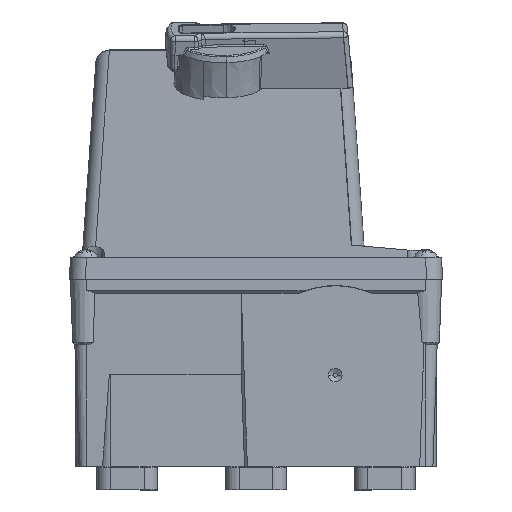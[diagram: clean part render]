
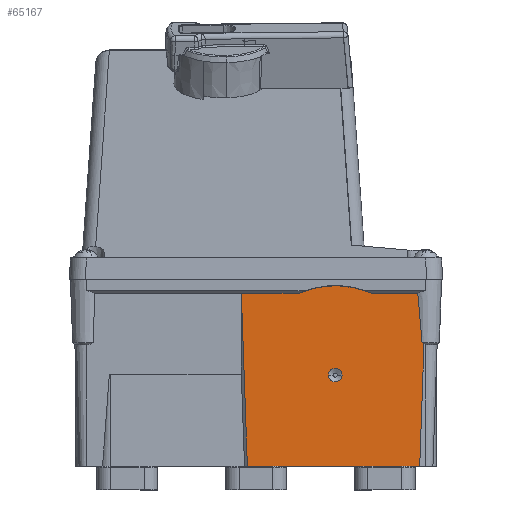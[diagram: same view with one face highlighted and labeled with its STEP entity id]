
A CAD part, front view. The second image highlights one B-rep face of the part: STEP entity #65167.
In plain terms, the highlighted planar face has unit normal (0, -1, 0).
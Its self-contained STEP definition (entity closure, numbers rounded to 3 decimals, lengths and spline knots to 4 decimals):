
#219 = B_SPLINE_CURVE_WITH_KNOTS ( 'NONE', 3,
 ( #12664, #39126, #12327, #33780 ),
 .UNSPECIFIED., .F., .F.,
 ( 4, 4 ),
 ( 0., 0.0009 ),
 .UNSPECIFIED. ) ;
#785 = ORIENTED_EDGE ( 'NONE', *, *, #61098, .F. ) ;
#1317 = CARTESIAN_POINT ( 'NONE',  ( 1.463, -5.7969, 2.12 ) ) ;
#2168 = DIRECTION ( 'NONE',  ( -1., 0., 0. ) ) ;
#2226 = DIRECTION ( 'NONE',  ( 0., -1., 0. ) ) ;
#2721 = DIRECTION ( 'NONE',  ( -1., 0., 0. ) ) ;
#3101 = VECTOR ( 'NONE', #61443, 39.3701 ) ;
#3608 = ORIENTED_EDGE ( 'NONE', *, *, #33879, .F. ) ;
#5225 = EDGE_CURVE ( 'NONE', #32622, #11393, #69333, .T. ) ;
#5411 = EDGE_CURVE ( 'NONE', #65452, #66186, #53485, .T. ) ;
#6719 = VECTOR ( 'NONE', #32697, 39.3701 ) ;
#7207 = CARTESIAN_POINT ( 'NONE',  ( 3.6602, -5.7969, 3.6302 ) ) ;
#7833 = CARTESIAN_POINT ( 'NONE',  ( 3.0644, -5.7969, 2.72 ) ) ;
#8716 = CARTESIAN_POINT ( 'NONE',  ( -0.1594, -5.7969, 0.44 ) ) ;
#9268 = ORIENTED_EDGE ( 'NONE', *, *, #23892, .F. ) ;
#9839 = VERTEX_POINT ( 'NONE', #57682 ) ;
#10541 = LINE ( 'NONE', #43762, #6719 ) ;
#11393 = VERTEX_POINT ( 'NONE', #68361 ) ;
#12327 = CARTESIAN_POINT ( 'NONE',  ( 3.0877, -5.7969, 2.7145 ) ) ;
#12348 = CARTESIAN_POINT ( 'NONE',  ( 1.588, -5.7969, 2.12 ) ) ;
#12638 = DIRECTION ( 'NONE',  ( -1., 0., 0. ) ) ;
#12664 = CARTESIAN_POINT ( 'NONE',  ( 3.0644, -5.7969, 2.72 ) ) ;
#12910 = ORIENTED_EDGE ( 'NONE', *, *, #52022, .F. ) ;
#13647 = FACE_BOUND ( 'NONE', #53506, .T. ) ;
#14778 = AXIS2_PLACEMENT_3D ( 'NONE', #7207, #62286, #2168 ) ;
#15003 = EDGE_CURVE ( 'NONE', #9839, #58749, #10541, .T. ) ;
#16153 = CARTESIAN_POINT ( 'NONE',  ( 2.1276, -5.7969, 3.6302 ) ) ;
#16180 = CARTESIAN_POINT ( 'NONE',  ( 2.9846, -5.7969, 3.6302 ) ) ;
#20486 = CARTESIAN_POINT ( 'NONE',  ( 3.0545, -5.7969, 2.7955 ) ) ;
#23231 = AXIS2_PLACEMENT_3D ( 'NONE', #1317, #44944, #2721 ) ;
#23892 = EDGE_CURVE ( 'NONE', #27464, #65452, #38988, .T. ) ;
#25879 = VECTOR ( 'NONE', #48085, 39.3701 ) ;
#26549 = CARTESIAN_POINT ( 'NONE',  ( 3.0315, -5.7969, 3.0228 ) ) ;
#26902 = CARTESIAN_POINT ( 'NONE',  ( 3.0059, -5.7969, 3.3264 ) ) ;
#27464 = VERTEX_POINT ( 'NONE', #42991 ) ;
#27819 = CARTESIAN_POINT ( 'NONE',  ( 1.463, -5.7969, 2.12 ) ) ;
#29345 = CARTESIAN_POINT ( 'NONE',  ( 0.7983, -5.7969, 3.6302 ) ) ;
#29711 = PLANE ( 'NONE',  #14778 ) ;
#31494 = EDGE_CURVE ( 'NONE', #61414, #69420, #54891, .T. ) ;
#31713 = VERTEX_POINT ( 'NONE', #8716 ) ;
#31876 = LINE ( 'NONE', #49716, #45638 ) ;
#32622 = VERTEX_POINT ( 'NONE', #12348 ) ;
#32697 = DIRECTION ( 'NONE',  ( -0.035, 0., -0.999 ) ) ;
#32961 = CARTESIAN_POINT ( 'NONE',  ( 3.0644, -5.7969, 2.72 ) ) ;
#33536 = DIRECTION ( 'NONE',  ( -1., 0., 0. ) ) ;
#33780 = CARTESIAN_POINT ( 'NONE',  ( 3.0996, -5.7969, 2.713 ) ) ;
#33879 = EDGE_CURVE ( 'NONE', #66186, #9839, #219, .T. ) ;
#33892 = LINE ( 'NONE', #39597, #3101 ) ;
#35961 = ORIENTED_EDGE ( 'NONE', *, *, #54327, .F. ) ;
#37127 = AXIS2_PLACEMENT_3D ( 'NONE', #27819, #60721, #33536 ) ;
#38436 = CARTESIAN_POINT ( 'NONE',  ( 3.0203, -5.7969, 0.44 ) ) ;
#38621 = CARTESIAN_POINT ( 'NONE',  ( 2.9846, -5.7969, 3.6302 ) ) ;
#38988 = LINE ( 'NONE', #16153, #66885 ) ;
#39126 = CARTESIAN_POINT ( 'NONE',  ( 3.076, -5.7969, 2.7169 ) ) ;
#39597 = CARTESIAN_POINT ( 'NONE',  ( 2.905, -5.7969, 0.44 ) ) ;
#40517 = CIRCLE ( 'NONE', #37127, 1.65 ) ;
#42590 = EDGE_CURVE ( 'NONE', #11393, #32622, #52901, .T. ) ;
#42940 = DIRECTION ( 'NONE',  ( -0.035, 0., 0.999 ) ) ;
#42991 = CARTESIAN_POINT ( 'NONE',  ( 2.1276, -5.7969, 3.6302 ) ) ;
#43762 = CARTESIAN_POINT ( 'NONE',  ( 3.0996, -5.7969, 2.713 ) ) ;
#44944 = DIRECTION ( 'NONE',  ( 0., -1., 0. ) ) ;
#45638 = VECTOR ( 'NONE', #42940, 39.3701 ) ;
#48085 = DIRECTION ( 'NONE',  ( 1., 0., 0. ) ) ;
#49716 = CARTESIAN_POINT ( 'NONE',  ( -0.1594, -5.7969, 0.44 ) ) ;
#51165 = FACE_OUTER_BOUND ( 'NONE', #65920, .T. ) ;
#52022 = EDGE_CURVE ( 'NONE', #69420, #27464, #40517, .T. ) ;
#52901 = CIRCLE ( 'NONE', #23231, 0.125 ) ;
#53485 = B_SPLINE_CURVE_WITH_KNOTS ( 'NONE', 3,
 ( #16180, #65166, #26902, #64820, #26549, #59093, #20486, #32961 ),
 .UNSPECIFIED., .F., .F.,
 ( 4, 2, 2, 4 ),
 ( 0., 0.0116, 0.0174, 0.0232 ),
 .UNSPECIFIED. ) ;
#53506 = EDGE_LOOP ( 'NONE', ( #59839, #62155 ) ) ;
#54205 = ORIENTED_EDGE ( 'NONE', *, *, #31494, .F. ) ;
#54327 = EDGE_CURVE ( 'NONE', #31713, #61414, #31876, .T. ) ;
#54891 = LINE ( 'NONE', #58856, #25879 ) ;
#57682 = CARTESIAN_POINT ( 'NONE',  ( 3.0996, -5.7969, 2.713 ) ) ;
#58749 = VERTEX_POINT ( 'NONE', #38436 ) ;
#58856 = CARTESIAN_POINT ( 'NONE',  ( -0.2708, -5.7969, 3.6302 ) ) ;
#59093 = CARTESIAN_POINT ( 'NONE',  ( 3.0464, -5.7969, 2.8712 ) ) ;
#59763 = DIRECTION ( 'NONE',  ( 1., 0., 0. ) ) ;
#59839 = ORIENTED_EDGE ( 'NONE', *, *, #42590, .F. ) ;
#60721 = DIRECTION ( 'NONE',  ( 0., 1., 0. ) ) ;
#61098 = EDGE_CURVE ( 'NONE', #58749, #31713, #33892, .T. ) ;
#61414 = VERTEX_POINT ( 'NONE', #67756 ) ;
#61443 = DIRECTION ( 'NONE',  ( -1., 0., 0. ) ) ;
#62155 = ORIENTED_EDGE ( 'NONE', *, *, #5225, .F. ) ;
#62286 = DIRECTION ( 'NONE',  ( 0., 1., 0. ) ) ;
#62445 = AXIS2_PLACEMENT_3D ( 'NONE', #67003, #2226, #12638 ) ;
#63307 = ORIENTED_EDGE ( 'NONE', *, *, #5411, .F. ) ;
#64820 = CARTESIAN_POINT ( 'NONE',  ( 3.0248, -5.7969, 3.0987 ) ) ;
#64865 = ORIENTED_EDGE ( 'NONE', *, *, #15003, .F. ) ;
#65166 = CARTESIAN_POINT ( 'NONE',  ( 2.9949, -5.7969, 3.4783 ) ) ;
#65167 = ADVANCED_FACE ( 'NONE', ( #51165, #13647 ), #29711, .F. ) ;
#65452 = VERTEX_POINT ( 'NONE', #38621 ) ;
#65920 = EDGE_LOOP ( 'NONE', ( #63307, #9268, #12910, #54205, #35961, #785, #64865, #3608 ) ) ;
#66186 = VERTEX_POINT ( 'NONE', #7833 ) ;
#66885 = VECTOR ( 'NONE', #59763, 39.3701 ) ;
#67003 = CARTESIAN_POINT ( 'NONE',  ( 1.463, -5.7969, 2.12 ) ) ;
#67756 = CARTESIAN_POINT ( 'NONE',  ( -0.2708, -5.7969, 3.6302 ) ) ;
#68361 = CARTESIAN_POINT ( 'NONE',  ( 1.338, -5.7969, 2.12 ) ) ;
#69333 = CIRCLE ( 'NONE', #62445, 0.125 ) ;
#69420 = VERTEX_POINT ( 'NONE', #29345 ) ;
